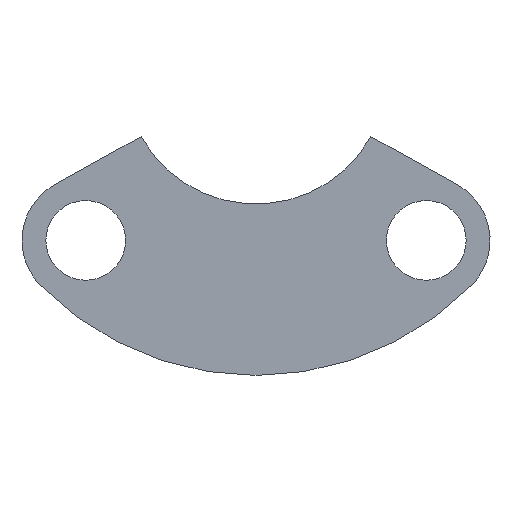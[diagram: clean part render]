
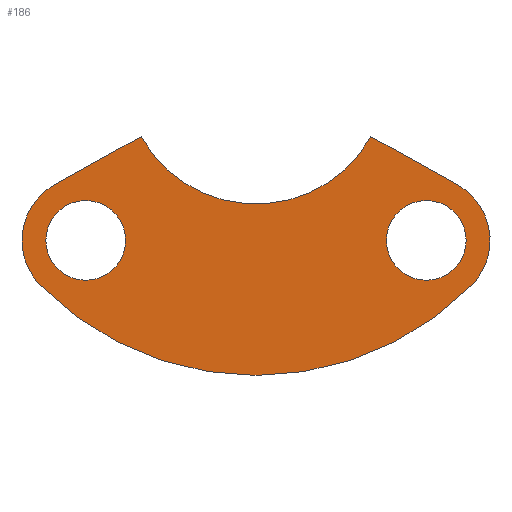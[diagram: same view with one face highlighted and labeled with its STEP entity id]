
A CAD part, front view. The second image highlights one B-rep face of the part: STEP entity #186.
In plain terms, the highlighted planar face has unit normal (0, -1, 0).
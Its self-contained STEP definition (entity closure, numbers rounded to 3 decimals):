
#17=FACE_BOUND('',#45,.T.);
#18=FACE_BOUND('',#46,.T.);
#22=PLANE('',#222);
#32=FACE_OUTER_BOUND('',#44,.T.);
#44=EDGE_LOOP('',(#163,#164,#165,#166,#167,#168));
#45=EDGE_LOOP('',(#169));
#46=EDGE_LOOP('',(#170));
#54=LINE('',#319,#66);
#58=LINE('',#329,#70);
#66=VECTOR('',#264,10.);
#70=VECTOR('',#276,10.);
#71=CIRCLE('',#202,5.);
#73=CIRCLE('',#205,5.);
#76=CIRCLE('',#209,8.);
#78=CIRCLE('',#212,38.);
#80=CIRCLE('',#215,8.);
#82=CIRCLE('',#219,16.5);
#83=VERTEX_POINT('',#283);
#85=VERTEX_POINT('',#289);
#89=VERTEX_POINT('',#298);
#90=VERTEX_POINT('',#300);
#92=VERTEX_POINT('',#306);
#94=VERTEX_POINT('',#312);
#96=VERTEX_POINT('',#318);
#98=VERTEX_POINT('',#324);
#99=EDGE_CURVE('',#83,#83,#71,.T.);
#102=EDGE_CURVE('',#85,#85,#73,.T.);
#107=EDGE_CURVE('',#90,#89,#76,.T.);
#110=EDGE_CURVE('',#92,#90,#78,.T.);
#113=EDGE_CURVE('',#94,#92,#80,.T.);
#116=EDGE_CURVE('',#96,#94,#54,.T.);
#119=EDGE_CURVE('',#98,#96,#82,.T.);
#122=EDGE_CURVE('',#89,#98,#58,.T.);
#163=ORIENTED_EDGE('',*,*,#122,.T.);
#164=ORIENTED_EDGE('',*,*,#119,.T.);
#165=ORIENTED_EDGE('',*,*,#116,.T.);
#166=ORIENTED_EDGE('',*,*,#113,.T.);
#167=ORIENTED_EDGE('',*,*,#110,.T.);
#168=ORIENTED_EDGE('',*,*,#107,.T.);
#169=ORIENTED_EDGE('',*,*,#102,.T.);
#170=ORIENTED_EDGE('',*,*,#99,.T.);
#186=ADVANCED_FACE('',(#32,#17,#18),#22,.T.);
#202=AXIS2_PLACEMENT_3D('',#284,#227,#228);
#205=AXIS2_PLACEMENT_3D('',#290,#234,#235);
#209=AXIS2_PLACEMENT_3D('',#301,#244,#245);
#212=AXIS2_PLACEMENT_3D('',#307,#251,#252);
#215=AXIS2_PLACEMENT_3D('',#313,#258,#259);
#219=AXIS2_PLACEMENT_3D('',#325,#270,#271);
#222=AXIS2_PLACEMENT_3D('',#331,#279,#280);
#227=DIRECTION('center_axis',(0.,1.,0.));
#228=DIRECTION('ref_axis',(1.,0.,0.));
#234=DIRECTION('center_axis',(0.,1.,0.));
#235=DIRECTION('ref_axis',(1.,0.,0.));
#244=DIRECTION('center_axis',(0.,-1.,0.));
#245=DIRECTION('ref_axis',(1.,0.,0.));
#251=DIRECTION('center_axis',(0.,-1.,0.));
#252=DIRECTION('ref_axis',(1.,0.,0.));
#258=DIRECTION('center_axis',(0.,-1.,0.));
#259=DIRECTION('ref_axis',(1.,0.,0.));
#264=DIRECTION('',(-0.874,0.,-0.487));
#270=DIRECTION('center_axis',(0.,1.,0.));
#271=DIRECTION('ref_axis',(1.,0.,0.));
#276=DIRECTION('',(-0.874,0.,0.487));
#279=DIRECTION('center_axis',(0.,-1.,0.));
#280=DIRECTION('ref_axis',(0.,0.,-1.));
#283=CARTESIAN_POINT('',(-26.363,30.,-21.062));
#284=CARTESIAN_POINT('Origin',(-21.363,30.,-21.062));
#289=CARTESIAN_POINT('',(16.363,30.,-21.062));
#290=CARTESIAN_POINT('Origin',(21.363,30.,-21.062));
#298=CARTESIAN_POINT('',(25.257,30.,-14.074));
#300=CARTESIAN_POINT('',(27.06,30.,-26.679));
#301=CARTESIAN_POINT('Origin',(21.363,30.,-21.062));
#306=CARTESIAN_POINT('',(-27.06,30.,-26.679));
#307=CARTESIAN_POINT('Origin',(0.,30.,0.));
#312=CARTESIAN_POINT('',(-25.257,30.,-14.074));
#313=CARTESIAN_POINT('Origin',(-21.363,30.,-21.062));
#318=CARTESIAN_POINT('',(-14.413,30.,-8.032));
#319=CARTESIAN_POINT('',(-17.522,30.,-9.764));
#324=CARTESIAN_POINT('',(14.413,30.,-8.032));
#325=CARTESIAN_POINT('Origin',(0.,30.,0.));
#329=CARTESIAN_POINT('',(12.1,30.,-6.742));
#331=CARTESIAN_POINT('Origin',(0.,30.,-23.016));
